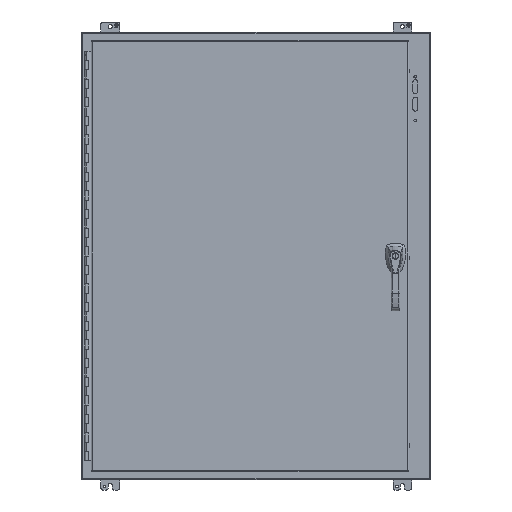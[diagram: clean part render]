
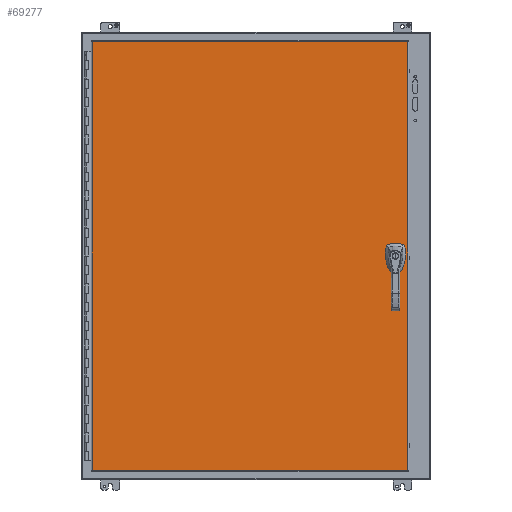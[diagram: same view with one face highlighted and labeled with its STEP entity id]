
A CAD part, front view. The second image highlights one B-rep face of the part: STEP entity #69277.
In plain terms, the highlighted planar face has unit normal (0, -1, 0).
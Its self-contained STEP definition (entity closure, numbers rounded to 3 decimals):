
#588 = EDGE_CURVE ( 'NONE', #61972, #3096, #7073, .T. ) ;
#925 = VERTEX_POINT ( 'NONE', #45215 ) ;
#1277 = CIRCLE ( 'NONE', #97423, 11.239 ) ;
#3096 = VERTEX_POINT ( 'NONE', #92109 ) ;
#4656 = CARTESIAN_POINT ( 'NONE',  ( 370.281, -225.428, -5.041 ) ) ;
#5133 = EDGE_CURVE ( 'NONE', #12762, #69881, #23025, .T. ) ;
#6028 = CARTESIAN_POINT ( 'NONE',  ( 370.281, -225.428, 5.041 ) ) ;
#6136 = DIRECTION ( 'NONE',  ( 0., 0., -1. ) ) ;
#6513 = ORIENTED_EDGE ( 'NONE', *, *, #75572, .T. ) ;
#7073 = LINE ( 'NONE', #17294, #53489 ) ;
#7219 = DIRECTION ( 'NONE',  ( 0., 1., 0. ) ) ;
#7356 = EDGE_CURVE ( 'NONE', #97934, #99161, #88393, .T. ) ;
#7470 = VERTEX_POINT ( 'NONE', #54497 ) ;
#7985 = ORIENTED_EDGE ( 'NONE', *, *, #100496, .T. ) ;
#10785 = CARTESIAN_POINT ( 'NONE',  ( 385.368, -225.428, 10.046 ) ) ;
#11041 = DIRECTION ( 'NONE',  ( 1., 0., 0. ) ) ;
#12078 = LINE ( 'NONE', #69642, #43987 ) ;
#12733 = AXIS2_PLACEMENT_3D ( 'NONE', #67646, #92440, #51565 ) ;
#12762 = VERTEX_POINT ( 'NONE', #4656 ) ;
#14350 = LINE ( 'NONE', #63309, #49713 ) ;
#14472 = FACE_BOUND ( 'NONE', #81904, .T. ) ;
#16457 = AXIS2_PLACEMENT_3D ( 'NONE', #98731, #16460, #25075 ) ;
#16460 = DIRECTION ( 'NONE',  ( 0., 1., 0. ) ) ;
#17294 = CARTESIAN_POINT ( 'NONE',  ( -449.923, -225.428, 583.844 ) ) ;
#17780 = EDGE_CURVE ( 'NONE', #3096, #80107, #101435, .T. ) ;
#17806 = AXIS2_PLACEMENT_3D ( 'NONE', #64495, #97263, #39255 ) ;
#18759 = VERTEX_POINT ( 'NONE', #10785 ) ;
#20737 = DIRECTION ( 'NONE',  ( 0., 0., -1. ) ) ;
#20781 = EDGE_LOOP ( 'NONE', ( #6513, #38186, #99523, #72177 ) ) ;
#22467 = VERTEX_POINT ( 'NONE', #96654 ) ;
#23025 = LINE ( 'NONE', #37623, #50332 ) ;
#23085 = FACE_BOUND ( 'NONE', #40238, .T. ) ;
#23308 = LINE ( 'NONE', #39993, #23539 ) ;
#23539 = VECTOR ( 'NONE', #56641, 1000. ) ;
#25075 = DIRECTION ( 'NONE',  ( 0., 0., -1. ) ) ;
#25357 = DIRECTION ( 'NONE',  ( 0., 0., -1. ) ) ;
#25880 = DIRECTION ( 'NONE',  ( 0., 1., 0. ) ) ;
#26948 = ORIENTED_EDGE ( 'NONE', *, *, #68413, .T. ) ;
#28693 = CARTESIAN_POINT ( 'NONE',  ( 390.373, -225.428, -586.588 ) ) ;
#28917 = CARTESIAN_POINT ( 'NONE',  ( 390.373, -225.428, 5.041 ) ) ;
#32692 = CARTESIAN_POINT ( 'NONE',  ( 414.109, -225.428, 583.844 ) ) ;
#37623 = CARTESIAN_POINT ( 'NONE',  ( 370.281, -225.428, -586.588 ) ) ;
#38186 = ORIENTED_EDGE ( 'NONE', *, *, #588, .T. ) ;
#39255 = DIRECTION ( 'NONE',  ( 0., 0., -1. ) ) ;
#39993 = CARTESIAN_POINT ( 'NONE',  ( -449.923, -225.428, -10.046 ) ) ;
#40238 = EDGE_LOOP ( 'NONE', ( #61385, #26948, #87661, #7985, #100797, #88001, #56421, #100745 ) ) ;
#40618 = DIRECTION ( 'NONE',  ( 0., 0., -1. ) ) ;
#43987 = VECTOR ( 'NONE', #11041, 1000. ) ;
#44547 = EDGE_CURVE ( 'NONE', #99161, #925, #57991, .T. ) ;
#44998 = EDGE_CURVE ( 'NONE', #18759, #97934, #1277, .T. ) ;
#45215 = CARTESIAN_POINT ( 'NONE',  ( 385.368, -225.428, -10.046 ) ) ;
#46696 = EDGE_CURVE ( 'NONE', #80107, #92735, #91451, .T. ) ;
#47277 = AXIS2_PLACEMENT_3D ( 'NONE', #88538, #7219, #40618 ) ;
#49713 = VECTOR ( 'NONE', #54204, 1000. ) ;
#50139 = DIRECTION ( 'NONE',  ( -1., 0., 0. ) ) ;
#50332 = VECTOR ( 'NONE', #70360, 1000. ) ;
#51565 = DIRECTION ( 'NONE',  ( 0., 0., -1. ) ) ;
#53489 = VECTOR ( 'NONE', #50139, 1000. ) ;
#54204 = DIRECTION ( 'NONE',  ( 0., 0., 1. ) ) ;
#54497 = CARTESIAN_POINT ( 'NONE',  ( 375.286, -225.428, 10.046 ) ) ;
#54850 = PLANE ( 'NONE',  #17806 ) ;
#55123 = CARTESIAN_POINT ( 'NONE',  ( 380.327, -225.428, 0. ) ) ;
#56421 = ORIENTED_EDGE ( 'NONE', *, *, #7356, .T. ) ;
#56641 = DIRECTION ( 'NONE',  ( -1., 0., 0. ) ) ;
#56681 = DIRECTION ( 'NONE',  ( 0., 1., 0. ) ) ;
#57346 = CIRCLE ( 'NONE', #12733, 11.239 ) ;
#57587 = VERTEX_POINT ( 'NONE', #59187 ) ;
#57991 = CIRCLE ( 'NONE', #100944, 11.239 ) ;
#59121 = CARTESIAN_POINT ( 'NONE',  ( -447.18, -225.428, -583.844 ) ) ;
#59187 = CARTESIAN_POINT ( 'NONE',  ( 375.286, -225.428, -10.046 ) ) ;
#60330 = EDGE_CURVE ( 'NONE', #22467, #22467, #66142, .T. ) ;
#61031 = CARTESIAN_POINT ( 'NONE',  ( 414.109, -225.428, -583.844 ) ) ;
#61082 = CIRCLE ( 'NONE', #16457, 11.239 ) ;
#61385 = ORIENTED_EDGE ( 'NONE', *, *, #71939, .T. ) ;
#61972 = VERTEX_POINT ( 'NONE', #32692 ) ;
#63153 = ORIENTED_EDGE ( 'NONE', *, *, #60330, .T. ) ;
#63309 = CARTESIAN_POINT ( 'NONE',  ( 414.109, -225.428, -586.588 ) ) ;
#63418 = FACE_OUTER_BOUND ( 'NONE', #20781, .T. ) ;
#64495 = CARTESIAN_POINT ( 'NONE',  ( -449.923, -225.428, -586.588 ) ) ;
#66142 = CIRCLE ( 'NONE', #47277, 4.242 ) ;
#66516 = VECTOR ( 'NONE', #79744, 1000. ) ;
#66670 = CARTESIAN_POINT ( 'NONE',  ( -449.923, -225.428, -583.844 ) ) ;
#67646 = CARTESIAN_POINT ( 'NONE',  ( 380.327, -225.428, 0. ) ) ;
#68413 = EDGE_CURVE ( 'NONE', #57587, #12762, #57346, .T. ) ;
#69277 = ADVANCED_FACE ( 'NONE', ( #23085, #63418, #14472 ), #54850, .T. ) ;
#69642 = CARTESIAN_POINT ( 'NONE',  ( -449.923, -225.428, 10.046 ) ) ;
#69881 = VERTEX_POINT ( 'NONE', #6028 ) ;
#70360 = DIRECTION ( 'NONE',  ( 0., 0., 1. ) ) ;
#71939 = EDGE_CURVE ( 'NONE', #925, #57587, #23308, .T. ) ;
#72177 = ORIENTED_EDGE ( 'NONE', *, *, #46696, .T. ) ;
#72394 = CARTESIAN_POINT ( 'NONE',  ( 390.373, -225.428, -5.041 ) ) ;
#75275 = DIRECTION ( 'NONE',  ( 1., 0., 0. ) ) ;
#75572 = EDGE_CURVE ( 'NONE', #92735, #61972, #14350, .T. ) ;
#76434 = CARTESIAN_POINT ( 'NONE',  ( 380.327, -225.428, 0. ) ) ;
#77733 = CARTESIAN_POINT ( 'NONE',  ( -447.18, -225.428, -586.588 ) ) ;
#79744 = DIRECTION ( 'NONE',  ( 0., 0., -1. ) ) ;
#80107 = VERTEX_POINT ( 'NONE', #59121 ) ;
#81904 = EDGE_LOOP ( 'NONE', ( #63153 ) ) ;
#87661 = ORIENTED_EDGE ( 'NONE', *, *, #5133, .T. ) ;
#88001 = ORIENTED_EDGE ( 'NONE', *, *, #44998, .T. ) ;
#88393 = LINE ( 'NONE', #28693, #66516 ) ;
#88538 = CARTESIAN_POINT ( 'NONE',  ( 380.327, -225.428, -33.985 ) ) ;
#91451 = LINE ( 'NONE', #66670, #101089 ) ;
#92109 = CARTESIAN_POINT ( 'NONE',  ( -447.18, -225.428, 583.844 ) ) ;
#92440 = DIRECTION ( 'NONE',  ( 0., 1., 0. ) ) ;
#92735 = VERTEX_POINT ( 'NONE', #61031 ) ;
#96654 = CARTESIAN_POINT ( 'NONE',  ( 380.327, -225.428, -38.227 ) ) ;
#97220 = VECTOR ( 'NONE', #20737, 1000. ) ;
#97263 = DIRECTION ( 'NONE',  ( 0., -1., 0. ) ) ;
#97423 = AXIS2_PLACEMENT_3D ( 'NONE', #55123, #56681, #6136 ) ;
#97934 = VERTEX_POINT ( 'NONE', #28917 ) ;
#98731 = CARTESIAN_POINT ( 'NONE',  ( 380.327, -225.428, 0. ) ) ;
#99161 = VERTEX_POINT ( 'NONE', #72394 ) ;
#99523 = ORIENTED_EDGE ( 'NONE', *, *, #17780, .T. ) ;
#100496 = EDGE_CURVE ( 'NONE', #69881, #7470, #61082, .T. ) ;
#100538 = EDGE_CURVE ( 'NONE', #7470, #18759, #12078, .T. ) ;
#100745 = ORIENTED_EDGE ( 'NONE', *, *, #44547, .T. ) ;
#100797 = ORIENTED_EDGE ( 'NONE', *, *, #100538, .T. ) ;
#100944 = AXIS2_PLACEMENT_3D ( 'NONE', #76434, #25880, #25357 ) ;
#101089 = VECTOR ( 'NONE', #75275, 1000. ) ;
#101435 = LINE ( 'NONE', #77733, #97220 ) ;
